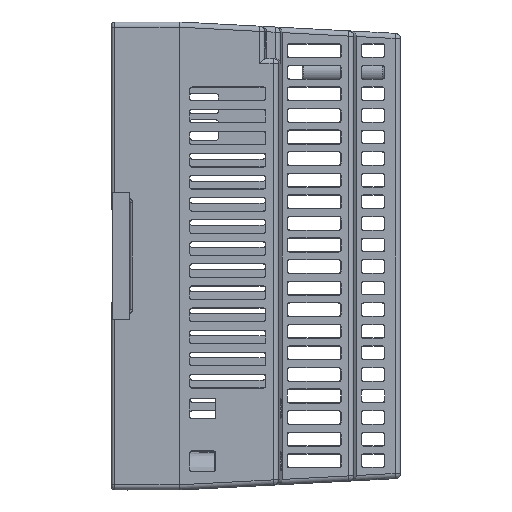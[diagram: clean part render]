
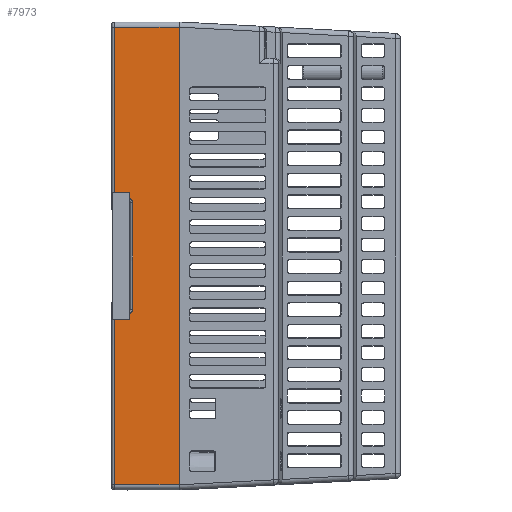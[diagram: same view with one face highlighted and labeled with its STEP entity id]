
A CAD part, front view. The second image highlights one B-rep face of the part: STEP entity #7973.
In plain terms, the highlighted planar face has unit normal (0, -1, 0).
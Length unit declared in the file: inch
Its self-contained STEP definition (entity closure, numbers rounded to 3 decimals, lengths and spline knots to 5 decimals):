
#569 = DIRECTION ( 'NONE',  ( 0., 0., -1. ) ) ;
#719 = VECTOR ( 'NONE', #569, 39.37008 ) ;
#980 = VERTEX_POINT ( 'NONE', #47370 ) ;
#1293 = CARTESIAN_POINT ( 'NONE',  ( 0.1496, -1.79134, -0.42726 ) ) ;
#2253 = CARTESIAN_POINT ( 'NONE',  ( 0.11811, -1.79134, 0.44243 ) ) ;
#2501 = CARTESIAN_POINT ( 'NONE',  ( 0.1496, -1.79134, 0.42726 ) ) ;
#2976 = CARTESIAN_POINT ( 'NONE',  ( 0.15748, -1.79134, 0.40831 ) ) ;
#3032 = VECTOR ( 'NONE', #43747, 39.37008 ) ;
#5074 = CARTESIAN_POINT ( 'NONE',  ( 0., -1.79134, 1.73228 ) ) ;
#5149 = DIRECTION ( 'NONE',  ( 1., 0., 0. ) ) ;
#6181 = ORIENTED_EDGE ( 'NONE', *, *, #28736, .F. ) ;
#6382 = CARTESIAN_POINT ( 'NONE',  ( 0.12336, -1.79134, -0.44243 ) ) ;
#7346 = CARTESIAN_POINT ( 'NONE',  ( 0.15748, -1.79134, -0.40306 ) ) ;
#7383 = EDGE_CURVE ( 'NONE', #59861, #46696, #8863, .T. ) ;
#7696 = VERTEX_POINT ( 'NONE', #56880 ) ;
#7973 = ADVANCED_FACE ( 'NONE', ( #30948 ), #61160, .T. ) ;
#8863 = B_SPLINE_CURVE_WITH_KNOTS ( 'NONE', 3,
 ( #7346, #61765, #23085, #24043, #1293, #62007, #12692, #62735, #6382, #35164 ),
 .UNSPECIFIED., .F., .F.,
 ( 4, 2, 2, 2, 4 ),
 ( 0., 0.25, 0.5, 0.75, 1. ),
 .UNSPECIFIED. ) ;
#11500 = ORIENTED_EDGE ( 'NONE', *, *, #56126, .T. ) ;
#12692 = CARTESIAN_POINT ( 'NONE',  ( 0.13801, -1.79134, -0.43741 ) ) ;
#13208 = VECTOR ( 'NONE', #28281, 39.37008 ) ;
#13417 = CARTESIAN_POINT ( 'NONE',  ( 0.13803, -1.79134, 0.43741 ) ) ;
#14824 = DIRECTION ( 'NONE',  ( -1., 0., 0. ) ) ;
#15030 = VERTEX_POINT ( 'NONE', #46581 ) ;
#17866 = DIRECTION ( 'NONE',  ( 0., -1., 0. ) ) ;
#18925 = LINE ( 'NONE', #39035, #719 ) ;
#22237 = VERTEX_POINT ( 'NONE', #22964 ) ;
#22964 = CARTESIAN_POINT ( 'NONE',  ( 0.15748, -1.79134, 0.40306 ) ) ;
#23085 = CARTESIAN_POINT ( 'NONE',  ( 0.15648, -1.79134, -0.41331 ) ) ;
#23104 = EDGE_CURVE ( 'NONE', #15030, #23519, #30904, .T. ) ;
#23519 = VERTEX_POINT ( 'NONE', #44693 ) ;
#23551 = CARTESIAN_POINT ( 'NONE',  ( 0.1423, -1.79134, 0.43455 ) ) ;
#23843 = LINE ( 'NONE', #5074, #3032 ) ;
#24043 = CARTESIAN_POINT ( 'NONE',  ( 0.15245, -1.79134, -0.42298 ) ) ;
#25030 = VECTOR ( 'NONE', #65897, 39.37008 ) ;
#27454 = ORIENTED_EDGE ( 'NONE', *, *, #52519, .T. ) ;
#27839 = VECTOR ( 'NONE', #14824, 39.37008 ) ;
#28281 = DIRECTION ( 'NONE',  ( 0., 0., -1. ) ) ;
#28736 = EDGE_CURVE ( 'NONE', #63770, #33292, #60756, .T. ) ;
#29037 = EDGE_LOOP ( 'NONE', ( #11500, #40976, #55436, #50848, #31780, #30424, #27454, #32901, #6181, #71195 ) ) ;
#30424 = ORIENTED_EDGE ( 'NONE', *, *, #7383, .T. ) ;
#30904 = LINE ( 'NONE', #38551, #48155 ) ;
#30948 = FACE_OUTER_BOUND ( 'NONE', #29037, .T. ) ;
#31046 = CARTESIAN_POINT ( 'NONE',  ( 0.15748, -1.79134, 0.40306 ) ) ;
#31162 = CARTESIAN_POINT ( 'NONE',  ( 0.01969, -1.79134, -0.44243 ) ) ;
#31780 = ORIENTED_EDGE ( 'NONE', *, *, #61076, .T. ) ;
#32565 = CARTESIAN_POINT ( 'NONE',  ( 0., -1.79134, -0.44243 ) ) ;
#32901 = ORIENTED_EDGE ( 'NONE', *, *, #48352, .T. ) ;
#33292 = VERTEX_POINT ( 'NONE', #69123 ) ;
#35164 = CARTESIAN_POINT ( 'NONE',  ( 0.11811, -1.79134, -0.44243 ) ) ;
#35640 = CARTESIAN_POINT ( 'NONE',  ( 0.12836, -1.79134, 0.44143 ) ) ;
#37403 = LINE ( 'NONE', #61439, #13208 ) ;
#38551 = CARTESIAN_POINT ( 'NONE',  ( 0., -1.79134, 0.44243 ) ) ;
#38780 = VECTOR ( 'NONE', #52753, 39.37008 ) ;
#39035 = CARTESIAN_POINT ( 'NONE',  ( 0.01969, -1.79134, 1.77165 ) ) ;
#40939 = CARTESIAN_POINT ( 'NONE',  ( 0.12334, -1.79134, 0.44243 ) ) ;
#40976 = ORIENTED_EDGE ( 'NONE', *, *, #58583, .T. ) ;
#41188 = CARTESIAN_POINT ( 'NONE',  ( 0.15246, -1.79134, 0.42296 ) ) ;
#42449 = LINE ( 'NONE', #46800, #57187 ) ;
#43044 = CARTESIAN_POINT ( 'NONE',  ( 1.17901, -1.79134, -1.73228 ) ) ;
#43747 = DIRECTION ( 'NONE',  ( -1., 0., 0. ) ) ;
#44693 = CARTESIAN_POINT ( 'NONE',  ( 0.11811, -1.79134, 0.44243 ) ) ;
#46100 = CARTESIAN_POINT ( 'NONE',  ( 0.11811, -1.79134, -0.44243 ) ) ;
#46581 = CARTESIAN_POINT ( 'NONE',  ( 0.01969, -1.79134, 0.44243 ) ) ;
#46696 = VERTEX_POINT ( 'NONE', #46100 ) ;
#46800 = CARTESIAN_POINT ( 'NONE',  ( 0.15748, -1.79134, 1.77165 ) ) ;
#46935 = CARTESIAN_POINT ( 'NONE',  ( 0.51181, -1.79134, 0. ) ) ;
#47370 = CARTESIAN_POINT ( 'NONE',  ( 0.51181, -1.79134, 1.73228 ) ) ;
#48155 = VECTOR ( 'NONE', #5149, 39.37008 ) ;
#48352 = EDGE_CURVE ( 'NONE', #52401, #33292, #18925, .T. ) ;
#49251 = EDGE_CURVE ( 'NONE', #23519, #22237, #55829, .T. ) ;
#50644 = CARTESIAN_POINT ( 'NONE',  ( 0.15748, -1.79134, -0.40306 ) ) ;
#50848 = ORIENTED_EDGE ( 'NONE', *, *, #49251, .T. ) ;
#50965 = CARTESIAN_POINT ( 'NONE',  ( 0., -1.79134, 1.77165 ) ) ;
#51093 = CARTESIAN_POINT ( 'NONE',  ( 0.15648, -1.79134, 0.41334 ) ) ;
#52401 = VERTEX_POINT ( 'NONE', #31162 ) ;
#52519 = EDGE_CURVE ( 'NONE', #46696, #52401, #69134, .T. ) ;
#52753 = DIRECTION ( 'NONE',  ( 0., 0., -1. ) ) ;
#53714 = AXIS2_PLACEMENT_3D ( 'NONE', #50965, #17866, #61641 ) ;
#53792 = EDGE_CURVE ( 'NONE', #980, #63770, #54324, .T. ) ;
#54324 = LINE ( 'NONE', #46935, #38780 ) ;
#55436 = ORIENTED_EDGE ( 'NONE', *, *, #23104, .T. ) ;
#55829 = B_SPLINE_CURVE_WITH_KNOTS ( 'NONE', 3,
 ( #2253, #40939, #35640, #13417, #23551, #2501, #41188, #51093, #2976, #31046 ),
 .UNSPECIFIED., .F., .F.,
 ( 4, 2, 2, 2, 4 ),
 ( 0., 0.25, 0.5, 0.75, 1. ),
 .UNSPECIFIED. ) ;
#56126 = EDGE_CURVE ( 'NONE', #980, #7696, #23843, .T. ) ;
#56880 = CARTESIAN_POINT ( 'NONE',  ( 0.01969, -1.79134, 1.73228 ) ) ;
#57187 = VECTOR ( 'NONE', #69730, 39.37008 ) ;
#58583 = EDGE_CURVE ( 'NONE', #7696, #15030, #37403, .T. ) ;
#59861 = VERTEX_POINT ( 'NONE', #50644 ) ;
#60756 = LINE ( 'NONE', #43044, #27839 ) ;
#61076 = EDGE_CURVE ( 'NONE', #22237, #59861, #42449, .T. ) ;
#61160 = PLANE ( 'NONE',  #53714 ) ;
#61439 = CARTESIAN_POINT ( 'NONE',  ( 0.01969, -1.79134, 1.77165 ) ) ;
#61641 = DIRECTION ( 'NONE',  ( -1., 0., 0. ) ) ;
#61765 = CARTESIAN_POINT ( 'NONE',  ( 0.15748, -1.79134, -0.40829 ) ) ;
#62007 = CARTESIAN_POINT ( 'NONE',  ( 0.14231, -1.79134, -0.43455 ) ) ;
#62735 = CARTESIAN_POINT ( 'NONE',  ( 0.12839, -1.79134, -0.44143 ) ) ;
#63770 = VERTEX_POINT ( 'NONE', #64539 ) ;
#64539 = CARTESIAN_POINT ( 'NONE',  ( 0.51181, -1.79134, -1.73228 ) ) ;
#65897 = DIRECTION ( 'NONE',  ( -1., 0., 0. ) ) ;
#69123 = CARTESIAN_POINT ( 'NONE',  ( 0.01969, -1.79134, -1.73228 ) ) ;
#69134 = LINE ( 'NONE', #32565, #25030 ) ;
#69730 = DIRECTION ( 'NONE',  ( 0., 0., -1. ) ) ;
#71195 = ORIENTED_EDGE ( 'NONE', *, *, #53792, .F. ) ;
